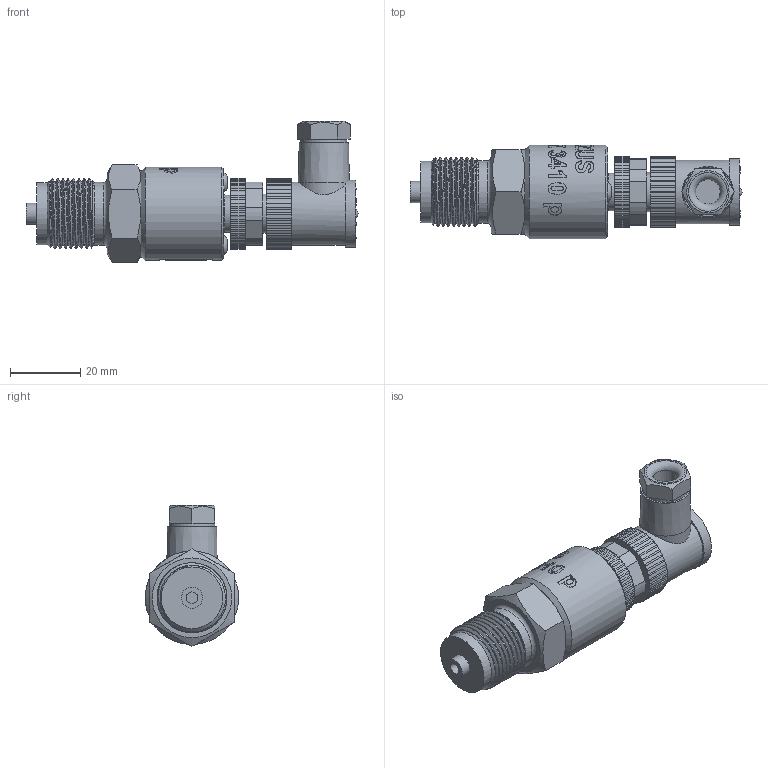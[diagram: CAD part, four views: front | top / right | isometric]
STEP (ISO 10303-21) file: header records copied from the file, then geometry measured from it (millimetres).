
FILE_DESCRIPTION(/* description */ (''),/* implementation_level */ '2;1');
FILE_NAME(/* name */ 'ASZ3410p_1_M12x1-angular.step',/* time_stamp */ '2021-07-19T17:41:39+03:00',/* author */ (''),/* organization */ (''),/* preprocessor_version */ 'ST-DEVELOPER v18.1',/* originating_system */ 'Autodesk Translation Framework v10.9.0.1377',/* authorisation */ '');
FILE_SCHEMA (('AUTOMOTIVE_DESIGN { 1 0 10303 214 3 1 1 }'));
Length unit declared in the file: millimetre
Products named in the file (4): АСЗ 3420(3410) p - filled; M20x1,5 EN; РП30-27.100.000.060 v9; M12x1 female angular v10
Assembly tree (3 placements, depth 2):
  АСЗ 3420(3410) p - filled
    M20x1,5 EN
    РП30-27.100.000.060 v9
    M12x1 female angular v10
Bounding box: 94.26 x 26.5 x 40.06 mm (x, y, z)
Volume: 34662.5 mm3; surface area: 12031.4 mm2
Topology: 3 solids, 6 shells, 780 faces, 2119 edges, 1406 vertices
Faces by surface type: bspline 332, cylinder 282, plane 143, cone 14, torus 8, sphere 1
Full cylindrical faces by diameter (mm): 1 x8, 3.3 x1, 4.34 x2, 5.4 x2, 6 x1, 7 x1, 8 x1, 8.2 x1, 9.471 x2, 10.6 x2, 10.741 x5, 11.035 x4, 11.156 x1, 11.884 x4, 12.152 x4, 13 x1, 17.5 x1, 17.8 x1, 18 x1, 18.137 x8, 19 x1, 19.85 x7, 26.5 x1
Entity records: 35310 total; most frequent: CARTESIAN_POINT 17541, ORIENTED_EDGE 4238, DIRECTION 2755, EDGE_CURVE 2119, VERTEX_POINT 1406, AXIS2_PLACEMENT_3D 964, EDGE_LOOP 839, LINE 827
